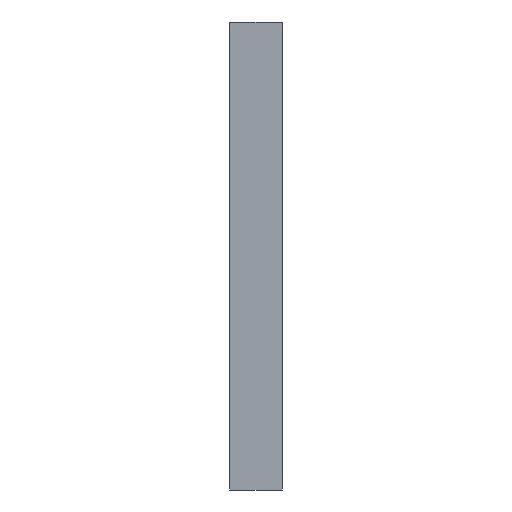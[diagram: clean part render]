
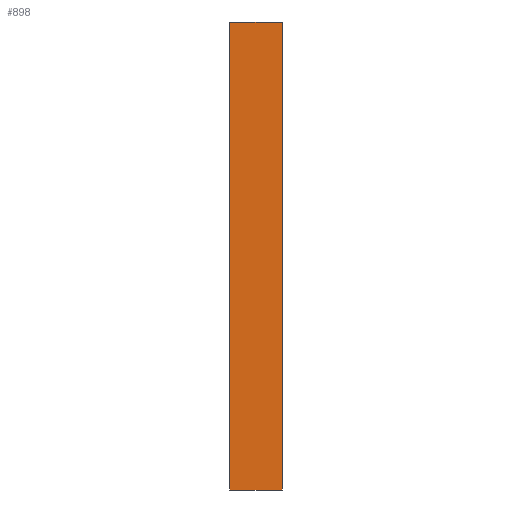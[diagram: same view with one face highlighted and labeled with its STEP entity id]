
A CAD part, front view. The second image highlights one B-rep face of the part: STEP entity #898.
In plain terms, the highlighted planar face has unit normal (0, -1, 0).
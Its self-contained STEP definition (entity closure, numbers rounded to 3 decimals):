
#71 = PLANE('',#72);
#72 = AXIS2_PLACEMENT_3D('',#73,#74,#75);
#73 = CARTESIAN_POINT('',(0.,0.,
    -14.841));
#74 = DIRECTION('',(1.,0.,0.));
#75 = DIRECTION('',(0.,1.,0.));
#125 = PLANE('',#126);
#126 = AXIS2_PLACEMENT_3D('',#127,#128,#129);
#127 = CARTESIAN_POINT('',(4.5,0.,-14.841));
#128 = DIRECTION('',(1.,0.,0.));
#129 = DIRECTION('',(0.,1.,0.));
#255 = PLANE('',#256);
#256 = AXIS2_PLACEMENT_3D('',#257,#258,#259);
#257 = CARTESIAN_POINT('',(4.5,-18.,-20.159));
#258 = DIRECTION('',(0.,0.,-1.));
#259 = DIRECTION('',(0.,1.,0.));
#294 = VERTEX_POINT('',#295);
#295 = CARTESIAN_POINT('',(4.5,-30.,-20.159));
#316 = EDGE_CURVE('',#317,#294,#319,.T.);
#317 = VERTEX_POINT('',#318);
#318 = CARTESIAN_POINT('',(4.5,-30.,19.841));
#319 = SURFACE_CURVE('',#320,(#324,#331),.PCURVE_S1.);
#320 = LINE('',#321,#322);
#321 = CARTESIAN_POINT('',(4.5,-30.,19.841));
#322 = VECTOR('',#323,1.);
#323 = DIRECTION('',(0.,0.,-1.));
#324 = PCURVE('',#125,#325);
#325 = DEFINITIONAL_REPRESENTATION('',(#326),#330);
#326 = LINE('',#327,#328);
#327 = CARTESIAN_POINT('',(-30.,34.682));
#328 = VECTOR('',#329,1.);
#329 = DIRECTION('',(-0.,-1.));
#330 = ( GEOMETRIC_REPRESENTATION_CONTEXT(2) 
PARAMETRIC_REPRESENTATION_CONTEXT() REPRESENTATION_CONTEXT('2D SPACE',''
  ) );
#331 = PCURVE('',#332,#337);
#332 = PLANE('',#333);
#333 = AXIS2_PLACEMENT_3D('',#334,#335,#336);
#334 = CARTESIAN_POINT('',(4.5,-30.,19.841));
#335 = DIRECTION('',(0.,1.,0.));
#336 = DIRECTION('',(0.,0.,1.));
#337 = DEFINITIONAL_REPRESENTATION('',(#338),#342);
#338 = LINE('',#339,#340);
#339 = CARTESIAN_POINT('',(0.,-0.));
#340 = VECTOR('',#341,1.);
#341 = DIRECTION('',(-1.,0.));
#342 = ( GEOMETRIC_REPRESENTATION_CONTEXT(2) 
PARAMETRIC_REPRESENTATION_CONTEXT() REPRESENTATION_CONTEXT('2D SPACE',''
  ) );
#360 = PLANE('',#361);
#361 = AXIS2_PLACEMENT_3D('',#362,#363,#364);
#362 = CARTESIAN_POINT('',(4.5,-30.,19.841));
#363 = DIRECTION('',(0.,0.,1.));
#364 = DIRECTION('',(0.,-1.,0.));
#574 = VERTEX_POINT('',#575);
#575 = CARTESIAN_POINT('',(0.,-30.,-20.159));
#596 = EDGE_CURVE('',#597,#574,#599,.T.);
#597 = VERTEX_POINT('',#598);
#598 = CARTESIAN_POINT('',(0.,-30.,19.841));
#599 = SURFACE_CURVE('',#600,(#604,#611),.PCURVE_S1.);
#600 = LINE('',#601,#602);
#601 = CARTESIAN_POINT('',(0.,-30.,19.841));
#602 = VECTOR('',#603,1.);
#603 = DIRECTION('',(0.,0.,-1.));
#604 = PCURVE('',#71,#605);
#605 = DEFINITIONAL_REPRESENTATION('',(#606),#610);
#606 = LINE('',#607,#608);
#607 = CARTESIAN_POINT('',(-30.,34.682));
#608 = VECTOR('',#609,1.);
#609 = DIRECTION('',(-0.,-1.));
#610 = ( GEOMETRIC_REPRESENTATION_CONTEXT(2) 
PARAMETRIC_REPRESENTATION_CONTEXT() REPRESENTATION_CONTEXT('2D SPACE',''
  ) );
#611 = PCURVE('',#332,#612);
#612 = DEFINITIONAL_REPRESENTATION('',(#613),#617);
#613 = LINE('',#614,#615);
#614 = CARTESIAN_POINT('',(0.,-4.5));
#615 = VECTOR('',#616,1.);
#616 = DIRECTION('',(-1.,0.));
#617 = ( GEOMETRIC_REPRESENTATION_CONTEXT(2) 
PARAMETRIC_REPRESENTATION_CONTEXT() REPRESENTATION_CONTEXT('2D SPACE',''
  ) );
#850 = EDGE_CURVE('',#294,#574,#851,.T.);
#851 = SURFACE_CURVE('',#852,(#856,#863),.PCURVE_S1.);
#852 = LINE('',#853,#854);
#853 = CARTESIAN_POINT('',(4.5,-30.,-20.159));
#854 = VECTOR('',#855,1.);
#855 = DIRECTION('',(-1.,0.,0.));
#856 = PCURVE('',#255,#857);
#857 = DEFINITIONAL_REPRESENTATION('',(#858),#862);
#858 = LINE('',#859,#860);
#859 = CARTESIAN_POINT('',(-12.,0.));
#860 = VECTOR('',#861,1.);
#861 = DIRECTION('',(0.,-1.));
#862 = ( GEOMETRIC_REPRESENTATION_CONTEXT(2) 
PARAMETRIC_REPRESENTATION_CONTEXT() REPRESENTATION_CONTEXT('2D SPACE',''
  ) );
#863 = PCURVE('',#332,#864);
#864 = DEFINITIONAL_REPRESENTATION('',(#865),#869);
#865 = LINE('',#866,#867);
#866 = CARTESIAN_POINT('',(-40.,0.));
#867 = VECTOR('',#868,1.);
#868 = DIRECTION('',(0.,-1.));
#869 = ( GEOMETRIC_REPRESENTATION_CONTEXT(2) 
PARAMETRIC_REPRESENTATION_CONTEXT() REPRESENTATION_CONTEXT('2D SPACE',''
  ) );
#875 = EDGE_CURVE('',#317,#597,#876,.T.);
#876 = SURFACE_CURVE('',#877,(#881,#888),.PCURVE_S1.);
#877 = LINE('',#878,#879);
#878 = CARTESIAN_POINT('',(4.5,-30.,19.841));
#879 = VECTOR('',#880,1.);
#880 = DIRECTION('',(-1.,0.,0.));
#881 = PCURVE('',#360,#882);
#882 = DEFINITIONAL_REPRESENTATION('',(#883),#887);
#883 = LINE('',#884,#885);
#884 = CARTESIAN_POINT('',(-0.,0.));
#885 = VECTOR('',#886,1.);
#886 = DIRECTION('',(0.,-1.));
#887 = ( GEOMETRIC_REPRESENTATION_CONTEXT(2) 
PARAMETRIC_REPRESENTATION_CONTEXT() REPRESENTATION_CONTEXT('2D SPACE',''
  ) );
#888 = PCURVE('',#332,#889);
#889 = DEFINITIONAL_REPRESENTATION('',(#890),#894);
#890 = LINE('',#891,#892);
#891 = CARTESIAN_POINT('',(0.,-0.));
#892 = VECTOR('',#893,1.);
#893 = DIRECTION('',(0.,-1.));
#894 = ( GEOMETRIC_REPRESENTATION_CONTEXT(2) 
PARAMETRIC_REPRESENTATION_CONTEXT() REPRESENTATION_CONTEXT('2D SPACE',''
  ) );
#898 = ADVANCED_FACE('',(#899),#332,.F.);
#899 = FACE_BOUND('',#900,.T.);
#900 = EDGE_LOOP('',(#901,#902,#903,#904));
#901 = ORIENTED_EDGE('',*,*,#875,.T.);
#902 = ORIENTED_EDGE('',*,*,#596,.T.);
#903 = ORIENTED_EDGE('',*,*,#850,.F.);
#904 = ORIENTED_EDGE('',*,*,#316,.F.);
